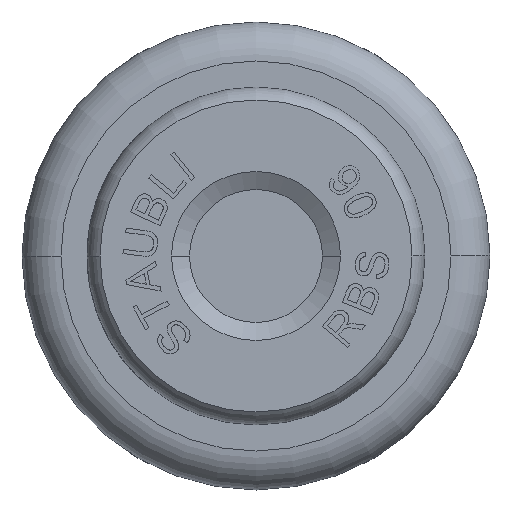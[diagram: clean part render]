
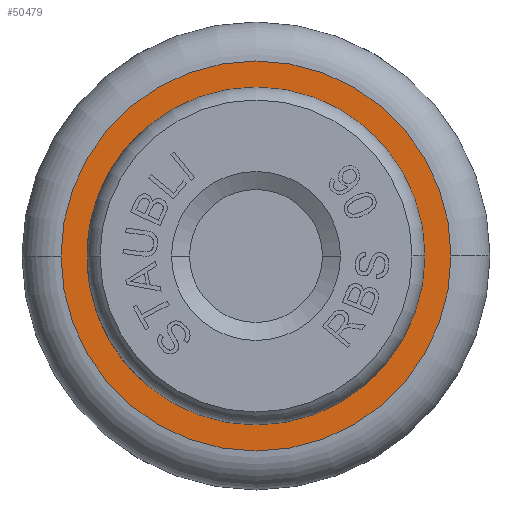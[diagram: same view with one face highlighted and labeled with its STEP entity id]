
A CAD part, left-side view. The second image highlights one B-rep face of the part: STEP entity #50479.
In plain terms, the highlighted planar face has unit normal (-1, 0, 0).
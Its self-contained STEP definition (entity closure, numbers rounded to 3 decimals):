
#1843 = CARTESIAN_POINT ( 'NONE',  ( -3.5, 0., 0. ) ) ;
#2471 = VERTEX_POINT ( 'NONE', #28607 ) ;
#3507 = EDGE_LOOP ( 'NONE', ( #26192, #31435 ) ) ;
#4007 = DIRECTION ( 'NONE',  ( 1., 0., 0. ) ) ;
#5915 = CIRCLE ( 'NONE', #50592, 15. ) ;
#7109 = DIRECTION ( 'NONE',  ( 1., 0., 0. ) ) ;
#9071 = CARTESIAN_POINT ( 'NONE',  ( -3.5, 15., 0. ) ) ;
#9188 = EDGE_CURVE ( 'NONE', #2471, #39190, #30561, .T. ) ;
#9234 = CIRCLE ( 'NONE', #18321, 13. ) ;
#9860 = CARTESIAN_POINT ( 'NONE',  ( -3.5, 13., 0. ) ) ;
#10037 = AXIS2_PLACEMENT_3D ( 'NONE', #10698, #26014, #33785 ) ;
#10642 = AXIS2_PLACEMENT_3D ( 'NONE', #9860, #32012, #29570 ) ;
#10698 = CARTESIAN_POINT ( 'NONE',  ( -3.5, 0., 0. ) ) ;
#12226 = EDGE_CURVE ( 'NONE', #14465, #29655, #5915, .T. ) ;
#14465 = VERTEX_POINT ( 'NONE', #9071 ) ;
#15421 = CARTESIAN_POINT ( 'NONE',  ( -3.5, 0., 0. ) ) ;
#15696 = EDGE_CURVE ( 'NONE', #39190, #2471, #9234, .T. ) ;
#18321 = AXIS2_PLACEMENT_3D ( 'NONE', #1843, #32753, #24959 ) ;
#18772 = DIRECTION ( 'NONE',  ( 0., 1., 0. ) ) ;
#20803 = CIRCLE ( 'NONE', #10037, 15. ) ;
#22977 = FACE_OUTER_BOUND ( 'NONE', #3507, .T. ) ;
#24604 = EDGE_LOOP ( 'NONE', ( #45744, #49738 ) ) ;
#24959 = DIRECTION ( 'NONE',  ( 0., 1., 0. ) ) ;
#26014 = DIRECTION ( 'NONE',  ( 1., 0., 0. ) ) ;
#26192 = ORIENTED_EDGE ( 'NONE', *, *, #12226, .F. ) ;
#26309 = CARTESIAN_POINT ( 'NONE',  ( -3.5, 0., 0. ) ) ;
#26838 = FACE_BOUND ( 'NONE', #24604, .T. ) ;
#27331 = DIRECTION ( 'NONE',  ( 0., 1., 0. ) ) ;
#28607 = CARTESIAN_POINT ( 'NONE',  ( -3.5, -13., 0. ) ) ;
#29570 = DIRECTION ( 'NONE',  ( 0., -1., 0. ) ) ;
#29655 = VERTEX_POINT ( 'NONE', #41760 ) ;
#30561 = CIRCLE ( 'NONE', #50384, 13. ) ;
#31435 = ORIENTED_EDGE ( 'NONE', *, *, #44084, .F. ) ;
#32012 = DIRECTION ( 'NONE',  ( 1., 0., 0. ) ) ;
#32753 = DIRECTION ( 'NONE',  ( 1., 0., 0. ) ) ;
#33785 = DIRECTION ( 'NONE',  ( 0., 1., 0. ) ) ;
#35878 = CARTESIAN_POINT ( 'NONE',  ( -3.5, 13., 0. ) ) ;
#39190 = VERTEX_POINT ( 'NONE', #35878 ) ;
#41760 = CARTESIAN_POINT ( 'NONE',  ( -3.5, -15., 0. ) ) ;
#44084 = EDGE_CURVE ( 'NONE', #29655, #14465, #20803, .T. ) ;
#45744 = ORIENTED_EDGE ( 'NONE', *, *, #15696, .T. ) ;
#49738 = ORIENTED_EDGE ( 'NONE', *, *, #9188, .T. ) ;
#50363 = PLANE ( 'NONE',  #10642 ) ;
#50384 = AXIS2_PLACEMENT_3D ( 'NONE', #15421, #4007, #27331 ) ;
#50479 = ADVANCED_FACE ( 'NONE', ( #26838, #22977 ), #50363, .F. ) ;
#50592 = AXIS2_PLACEMENT_3D ( 'NONE', #26309, #7109, #18772 ) ;
